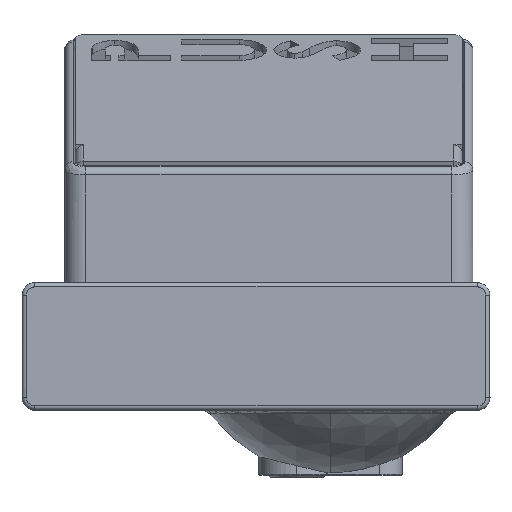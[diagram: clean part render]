
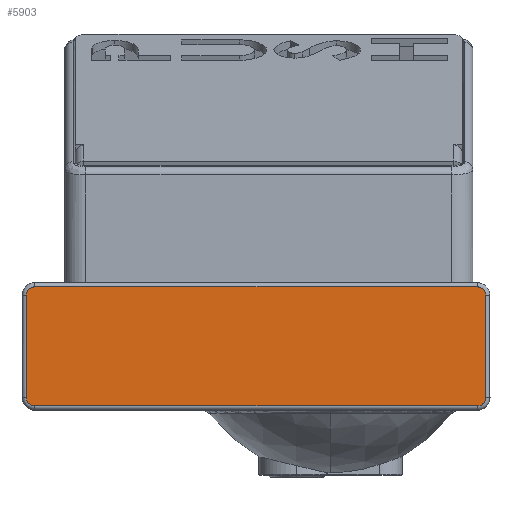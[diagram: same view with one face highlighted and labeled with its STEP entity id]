
A CAD part, left-side view. The second image highlights one B-rep face of the part: STEP entity #5903.
In plain terms, the highlighted planar face has unit normal (-1, 0, 0).
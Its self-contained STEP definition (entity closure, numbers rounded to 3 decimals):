
#27 = B_SPLINE_CURVE_WITH_KNOTS ( 'NONE', 3,
 ( #3704, #6021, #9142, #10602 ),
 .UNSPECIFIED., .F., .F.,
 ( 4, 4 ),
 ( 0., 1. ),
 .UNSPECIFIED. ) ;
#39 = CARTESIAN_POINT ( 'NONE',  ( -97.502, 0.998, 11.996 ) ) ;
#422 = CARTESIAN_POINT ( 'NONE',  ( -97.502, 72.331, 13.996 ) ) ;
#600 = CARTESIAN_POINT ( 'NONE',  ( -97.502, 2.998, 13.996 ) ) ;
#881 = CARTESIAN_POINT ( 'NONE',  ( -97.502, 1.398, -13.233 ) ) ;
#901 = EDGE_CURVE ( 'NONE', #7440, #1003, #4678, .T. ) ;
#1002 = VERTEX_POINT ( 'NONE', #1639 ) ;
#1003 = VERTEX_POINT ( 'NONE', #5088 ) ;
#1352 = CARTESIAN_POINT ( 'NONE',  ( -97.502, 1.25, -13.012 ) ) ;
#1363 = ORIENTED_EDGE ( 'NONE', *, *, #9563, .T. ) ;
#1639 = CARTESIAN_POINT ( 'NONE',  ( -97.502, 0.998, -12.004 ) ) ;
#1697 = CARTESIAN_POINT ( 'NONE',  ( -97.502, 108.006, -13.752 ) ) ;
#1791 = CARTESIAN_POINT ( 'NONE',  ( -97.502, 0.998, 12.258 ) ) ;
#2086 = CARTESIAN_POINT ( 'NONE',  ( -97.502, 1.769, -13.604 ) ) ;
#2121 = CARTESIAN_POINT ( 'NONE',  ( -97.502, 0.998, -12.004 ) ) ;
#2188 = VERTEX_POINT ( 'NONE', #8770 ) ;
#2454 = B_SPLINE_CURVE_WITH_KNOTS ( 'NONE', 3,
 ( #6336, #4012, #422, #14072 ),
 .UNSPECIFIED., .F., .F.,
 ( 4, 4 ),
 ( 0., 1. ),
 .UNSPECIFIED. ) ;
#2473 = CARTESIAN_POINT ( 'NONE',  ( -97.502, 108.227, 13.595 ) ) ;
#2599 = EDGE_CURVE ( 'NONE', #4841, #4603, #13958, .T. ) ;
#2803 = CARTESIAN_POINT ( 'NONE',  ( -97.502, 106.998, 13.996 ) ) ;
#2919 = CARTESIAN_POINT ( 'NONE',  ( -97.502, 1.99, 13.743 ) ) ;
#2971 = B_SPLINE_CURVE_WITH_KNOTS ( 'NONE', 3,
 ( #6920, #13490, #11152, #9241, #2086, #881, #1352, #12282, #12753, #4795 ),
 .UNSPECIFIED., .F., .F.,
 ( 4, 2, 2, 2, 4 ),
 ( 0., 0.25, 0.5, 0.75, 1. ),
 .UNSPECIFIED. ) ;
#3409 = ORIENTED_EDGE ( 'NONE', *, *, #3528, .T. ) ;
#3527 = CARTESIAN_POINT ( 'NONE',  ( -97.502, 107.521, 13.944 ) ) ;
#3528 = EDGE_CURVE ( 'NONE', #1003, #3927, #2454, .T. ) ;
#3608 = PLANE ( 'NONE',  #4696 ) ;
#3704 = CARTESIAN_POINT ( 'NONE',  ( -97.502, 106.998, -14.004 ) ) ;
#3737 = ORIENTED_EDGE ( 'NONE', *, *, #901, .T. ) ;
#3927 = VERTEX_POINT ( 'NONE', #2803 ) ;
#4012 = CARTESIAN_POINT ( 'NONE',  ( -97.502, 37.664, 13.996 ) ) ;
#4029 = CARTESIAN_POINT ( 'NONE',  ( -97.502, 107.52, -13.953 ) ) ;
#4585 = CARTESIAN_POINT ( 'NONE',  ( -97.502, 108.745, 13.003 ) ) ;
#4603 = VERTEX_POINT ( 'NONE', #11559 ) ;
#4678 = B_SPLINE_CURVE_WITH_KNOTS ( 'NONE', 3,
 ( #39, #1791, #10862, #11915, #5241, #6290, #2919, #4934, #14331, #600 ),
 .UNSPECIFIED., .F., .F.,
 ( 4, 2, 2, 2, 4 ),
 ( 0., 0.25, 0.5, 0.75, 1. ),
 .UNSPECIFIED. ) ;
#4696 = AXIS2_PLACEMENT_3D ( 'NONE', #8984, #5926, #6574 ) ;
#4795 = CARTESIAN_POINT ( 'NONE',  ( -97.502, 0.998, -12.004 ) ) ;
#4836 = B_SPLINE_CURVE_WITH_KNOTS ( 'NONE', 3,
 ( #8841, #12214, #14393, #12053, #5229, #13420, #1697, #4029, #10927, #13182 ),
 .UNSPECIFIED., .F., .F.,
 ( 4, 2, 2, 2, 4 ),
 ( 0., 0.25, 0.5, 0.75, 1. ),
 .UNSPECIFIED. ) ;
#4841 = VERTEX_POINT ( 'NONE', #5094 ) ;
#4934 = CARTESIAN_POINT ( 'NONE',  ( -97.502, 2.475, 13.944 ) ) ;
#4954 = CARTESIAN_POINT ( 'NONE',  ( -97.502, 108.998, -12.004 ) ) ;
#5088 = CARTESIAN_POINT ( 'NONE',  ( -97.502, 2.998, 13.996 ) ) ;
#5094 = CARTESIAN_POINT ( 'NONE',  ( -97.502, 108.998, -12.004 ) ) ;
#5229 = CARTESIAN_POINT ( 'NONE',  ( -97.502, 108.597, -13.233 ) ) ;
#5241 = CARTESIAN_POINT ( 'NONE',  ( -97.502, 1.398, 13.224 ) ) ;
#5250 = CARTESIAN_POINT ( 'NONE',  ( -97.502, 0.998, 11.996 ) ) ;
#5724 = ORIENTED_EDGE ( 'NONE', *, *, #6145, .T. ) ;
#5890 = EDGE_CURVE ( 'NONE', #11355, #1002, #2971, .T. ) ;
#5903 = ADVANCED_FACE ( 'NONE', ( #6987 ), #3608, .T. ) ;
#5926 = DIRECTION ( 'NONE',  ( -1., 0., 0. ) ) ;
#6021 = CARTESIAN_POINT ( 'NONE',  ( -97.502, 72.331, -14.004 ) ) ;
#6145 = EDGE_CURVE ( 'NONE', #1002, #7440, #11784, .T. ) ;
#6290 = CARTESIAN_POINT ( 'NONE',  ( -97.502, 1.769, 13.596 ) ) ;
#6336 = CARTESIAN_POINT ( 'NONE',  ( -97.502, 2.998, 13.996 ) ) ;
#6533 = CARTESIAN_POINT ( 'NONE',  ( -97.502, 0.998, -4.004 ) ) ;
#6574 = DIRECTION ( 'NONE',  ( 0., 1., 0. ) ) ;
#6757 = EDGE_LOOP ( 'NONE', ( #5724, #3737, #3409, #12109, #8225, #10565, #1363, #8546 ) ) ;
#6920 = CARTESIAN_POINT ( 'NONE',  ( -97.502, 2.998, -14.004 ) ) ;
#6987 = FACE_OUTER_BOUND ( 'NONE', #6757, .T. ) ;
#7140 = CARTESIAN_POINT ( 'NONE',  ( -97.502, 108.998, -4.004 ) ) ;
#7440 = VERTEX_POINT ( 'NONE', #7628 ) ;
#7628 = CARTESIAN_POINT ( 'NONE',  ( -97.502, 0.998, 11.996 ) ) ;
#7899 = CARTESIAN_POINT ( 'NONE',  ( -97.502, 108.998, 12.257 ) ) ;
#7932 = CARTESIAN_POINT ( 'NONE',  ( -97.502, 108.998, 3.996 ) ) ;
#8167 = CARTESIAN_POINT ( 'NONE',  ( -97.502, 106.998, 13.996 ) ) ;
#8225 = ORIENTED_EDGE ( 'NONE', *, *, #2599, .F. ) ;
#8546 = ORIENTED_EDGE ( 'NONE', *, *, #5890, .T. ) ;
#8770 = CARTESIAN_POINT ( 'NONE',  ( -97.502, 106.998, -14.004 ) ) ;
#8841 = CARTESIAN_POINT ( 'NONE',  ( -97.502, 108.998, -12.004 ) ) ;
#8984 = CARTESIAN_POINT ( 'NONE',  ( -97.502, 54.998, -14.004 ) ) ;
#9142 = CARTESIAN_POINT ( 'NONE',  ( -97.502, 37.664, -14.004 ) ) ;
#9241 = CARTESIAN_POINT ( 'NONE',  ( -97.502, 1.99, -13.752 ) ) ;
#9296 = CARTESIAN_POINT ( 'NONE',  ( -97.502, 108.597, 13.225 ) ) ;
#9563 = EDGE_CURVE ( 'NONE', #2188, #11355, #27, .T. ) ;
#10149 = CARTESIAN_POINT ( 'NONE',  ( -97.502, 108.998, 11.996 ) ) ;
#10228 = EDGE_CURVE ( 'NONE', #4603, #3927, #12716, .T. ) ;
#10565 = ORIENTED_EDGE ( 'NONE', *, *, #12057, .T. ) ;
#10602 = CARTESIAN_POINT ( 'NONE',  ( -97.502, 2.998, -14.004 ) ) ;
#10631 = CARTESIAN_POINT ( 'NONE',  ( -97.502, 108.005, 13.743 ) ) ;
#10862 = CARTESIAN_POINT ( 'NONE',  ( -97.502, 1.049, 12.518 ) ) ;
#10927 = CARTESIAN_POINT ( 'NONE',  ( -97.502, 107.26, -14.004 ) ) ;
#11152 = CARTESIAN_POINT ( 'NONE',  ( -97.502, 2.475, -13.953 ) ) ;
#11355 = VERTEX_POINT ( 'NONE', #14407 ) ;
#11415 = CARTESIAN_POINT ( 'NONE',  ( -97.502, 108.945, 12.519 ) ) ;
#11546 = CARTESIAN_POINT ( 'NONE',  ( -97.502, 107.259, 13.996 ) ) ;
#11559 = CARTESIAN_POINT ( 'NONE',  ( -97.502, 108.998, 11.996 ) ) ;
#11784 = B_SPLINE_CURVE_WITH_KNOTS ( 'NONE', 3,
 ( #2121, #6533, #12238, #5250 ),
 .UNSPECIFIED., .F., .F.,
 ( 4, 4 ),
 ( 0., 1. ),
 .UNSPECIFIED. ) ;
#11915 = CARTESIAN_POINT ( 'NONE',  ( -97.502, 1.25, 13.004 ) ) ;
#12053 = CARTESIAN_POINT ( 'NONE',  ( -97.502, 108.745, -13.012 ) ) ;
#12057 = EDGE_CURVE ( 'NONE', #4841, #2188, #4836, .T. ) ;
#12109 = ORIENTED_EDGE ( 'NONE', *, *, #10228, .F. ) ;
#12214 = CARTESIAN_POINT ( 'NONE',  ( -97.502, 108.998, -12.267 ) ) ;
#12238 = CARTESIAN_POINT ( 'NONE',  ( -97.502, 0.998, 3.996 ) ) ;
#12282 = CARTESIAN_POINT ( 'NONE',  ( -97.502, 1.049, -12.527 ) ) ;
#12716 = B_SPLINE_CURVE_WITH_KNOTS ( 'NONE', 3,
 ( #10149, #7899, #11415, #4585, #9296, #2473, #10631, #3527, #11546, #8167 ),
 .UNSPECIFIED., .F., .F.,
 ( 4, 2, 2, 2, 4 ),
 ( 0., 0.25, 0.5, 0.75, 1. ),
 .UNSPECIFIED. ) ;
#12753 = CARTESIAN_POINT ( 'NONE',  ( -97.502, 0.998, -12.267 ) ) ;
#12837 = CARTESIAN_POINT ( 'NONE',  ( -97.502, 108.998, 11.996 ) ) ;
#13182 = CARTESIAN_POINT ( 'NONE',  ( -97.502, 106.998, -14.004 ) ) ;
#13420 = CARTESIAN_POINT ( 'NONE',  ( -97.502, 108.226, -13.604 ) ) ;
#13490 = CARTESIAN_POINT ( 'NONE',  ( -97.502, 2.735, -14.004 ) ) ;
#13958 = B_SPLINE_CURVE_WITH_KNOTS ( 'NONE', 3,
 ( #4954, #7140, #7932, #12837 ),
 .UNSPECIFIED., .F., .F.,
 ( 4, 4 ),
 ( 0., 1. ),
 .UNSPECIFIED. ) ;
#14072 = CARTESIAN_POINT ( 'NONE',  ( -97.502, 106.998, 13.996 ) ) ;
#14331 = CARTESIAN_POINT ( 'NONE',  ( -97.502, 2.735, 13.996 ) ) ;
#14393 = CARTESIAN_POINT ( 'NONE',  ( -97.502, 108.946, -12.527 ) ) ;
#14407 = CARTESIAN_POINT ( 'NONE',  ( -97.502, 2.998, -14.004 ) ) ;
